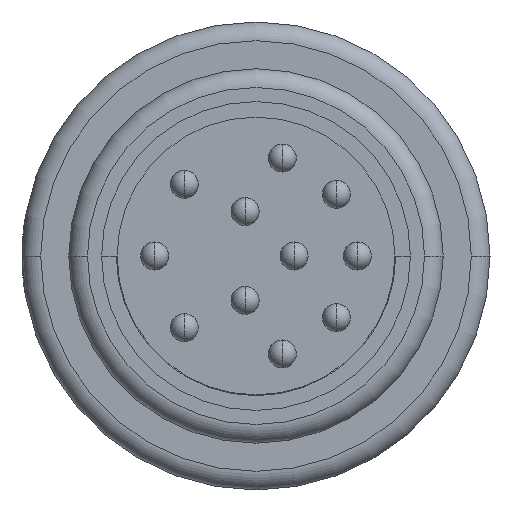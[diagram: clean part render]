
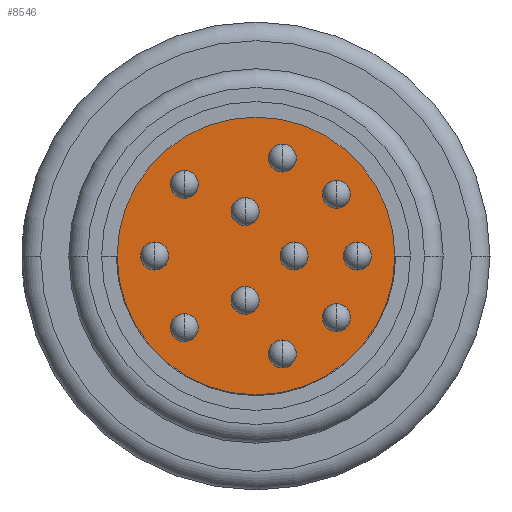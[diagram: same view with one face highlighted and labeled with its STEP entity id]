
A CAD part, left-side view. The second image highlights one B-rep face of the part: STEP entity #8546.
In plain terms, the highlighted planar face has unit normal (-1, 0, 0).
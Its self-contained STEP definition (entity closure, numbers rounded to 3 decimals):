
#3411=CARTESIAN_POINT('',(-2.5,0.,0.));
#3412=DIRECTION('',(-1.,0.,0.));
#3413=DIRECTION('',(0.,0.,1.));
#3414=AXIS2_PLACEMENT_3D('',#3411,#3412,#3413);
#3419=CARTESIAN_POINT('',(-2.5,0.,0.));
#3420=DIRECTION('',(-1.,0.,0.));
#3421=DIRECTION('',(0.,0.,-1.));
#3422=AXIS2_PLACEMENT_3D('',#3419,#3420,#3421);
#3427=CARTESIAN_POINT('',(-2.5,-1.22,0.));
#3428=DIRECTION('',(-1.,0.,0.));
#3429=DIRECTION('',(0.,0.,1.));
#3430=AXIS2_PLACEMENT_3D('',#3427,#3428,#3429);
#3435=CARTESIAN_POINT('',(-2.5,-1.22,0.));
#3436=DIRECTION('',(-1.,0.,0.));
#3437=DIRECTION('',(0.,0.,-1.));
#3438=AXIS2_PLACEMENT_3D('',#3435,#3436,#3437);
#3443=CARTESIAN_POINT('',(-2.5,3.25,0.));
#3444=DIRECTION('',(-1.,0.,0.));
#3445=DIRECTION('',(0.,0.,1.));
#3446=AXIS2_PLACEMENT_3D('',#3443,#3444,#3445);
#3451=CARTESIAN_POINT('',(-2.5,3.25,0.));
#3452=DIRECTION('',(-1.,0.,0.));
#3453=DIRECTION('',(0.,0.,-1.));
#3454=AXIS2_PLACEMENT_3D('',#3451,#3452,#3453);
#3459=CARTESIAN_POINT('',(-2.5,-2.578,1.978));
#3460=DIRECTION('',(-1.,0.,0.));
#3461=DIRECTION('',(0.,0.,1.));
#3462=AXIS2_PLACEMENT_3D('',#3459,#3460,#3461);
#3467=CARTESIAN_POINT('',(-2.5,-2.578,1.978));
#3468=DIRECTION('',(-1.,0.,0.));
#3469=DIRECTION('',(0.,0.,-1.));
#3470=AXIS2_PLACEMENT_3D('',#3467,#3468,#3469);
#3475=CARTESIAN_POINT('',(-2.5,2.298,2.298));
#3476=DIRECTION('',(-1.,0.,0.));
#3477=DIRECTION('',(0.,0.,1.));
#3478=AXIS2_PLACEMENT_3D('',#3475,#3476,#3477);
#3483=CARTESIAN_POINT('',(-2.5,2.298,2.298));
#3484=DIRECTION('',(-1.,0.,0.));
#3485=DIRECTION('',(0.,0.,-1.));
#3486=AXIS2_PLACEMENT_3D('',#3483,#3484,#3485);
#3491=CARTESIAN_POINT('',(-2.5,2.298,-2.298));
#3492=DIRECTION('',(-1.,0.,0.));
#3493=DIRECTION('',(0.,0.,1.));
#3494=AXIS2_PLACEMENT_3D('',#3491,#3492,#3493);
#3499=CARTESIAN_POINT('',(-2.5,2.298,-2.298));
#3500=DIRECTION('',(-1.,0.,0.));
#3501=DIRECTION('',(0.,0.,-1.));
#3502=AXIS2_PLACEMENT_3D('',#3499,#3500,#3501);
#3507=CARTESIAN_POINT('',(-2.5,-3.25,0.));
#3508=DIRECTION('',(-1.,0.,0.));
#3509=DIRECTION('',(0.,0.,1.));
#3510=AXIS2_PLACEMENT_3D('',#3507,#3508,#3509);
#3515=CARTESIAN_POINT('',(-2.5,-3.25,0.));
#3516=DIRECTION('',(-1.,0.,0.));
#3517=DIRECTION('',(0.,0.,-1.));
#3518=AXIS2_PLACEMENT_3D('',#3515,#3516,#3517);
#3523=CARTESIAN_POINT('',(-2.5,-2.578,-1.978));
#3524=DIRECTION('',(-1.,0.,0.));
#3525=DIRECTION('',(0.,0.,1.));
#3526=AXIS2_PLACEMENT_3D('',#3523,#3524,#3525);
#3531=CARTESIAN_POINT('',(-2.5,-2.578,-1.978));
#3532=DIRECTION('',(-1.,0.,0.));
#3533=DIRECTION('',(0.,0.,-1.));
#3534=AXIS2_PLACEMENT_3D('',#3531,#3532,#3533);
#3539=CARTESIAN_POINT('',(-2.5,-0.841,-3.139));
#3540=DIRECTION('',(-1.,0.,0.));
#3541=DIRECTION('',(0.,0.,1.));
#3542=AXIS2_PLACEMENT_3D('',#3539,#3540,#3541);
#3547=CARTESIAN_POINT('',(-2.5,-0.841,-3.139));
#3548=DIRECTION('',(-1.,0.,0.));
#3549=DIRECTION('',(0.,0.,-1.));
#3550=AXIS2_PLACEMENT_3D('',#3547,#3548,#3549);
#3555=CARTESIAN_POINT('',(-2.5,-0.841,3.139));
#3556=DIRECTION('',(-1.,0.,0.));
#3557=DIRECTION('',(0.,0.,1.));
#3558=AXIS2_PLACEMENT_3D('',#3555,#3556,#3557);
#3563=CARTESIAN_POINT('',(-2.5,-0.841,3.139));
#3564=DIRECTION('',(-1.,0.,0.));
#3565=DIRECTION('',(0.,0.,-1.));
#3566=AXIS2_PLACEMENT_3D('',#3563,#3564,#3565);
#3571=CARTESIAN_POINT('',(-2.5,0.35,-1.425));
#3572=DIRECTION('',(-1.,0.,0.));
#3573=DIRECTION('',(0.,0.,1.));
#3574=AXIS2_PLACEMENT_3D('',#3571,#3572,#3573);
#3579=CARTESIAN_POINT('',(-2.5,0.35,-1.425));
#3580=DIRECTION('',(-1.,0.,0.));
#3581=DIRECTION('',(0.,0.,-1.));
#3582=AXIS2_PLACEMENT_3D('',#3579,#3580,#3581);
#3587=CARTESIAN_POINT('',(-2.5,0.35,1.425));
#3588=DIRECTION('',(-1.,0.,0.));
#3589=DIRECTION('',(0.,0.,1.));
#3590=AXIS2_PLACEMENT_3D('',#3587,#3588,#3589);
#3595=CARTESIAN_POINT('',(-2.5,0.35,1.425));
#3596=DIRECTION('',(-1.,0.,0.));
#3597=DIRECTION('',(0.,0.,-1.));
#3598=AXIS2_PLACEMENT_3D('',#3595,#3596,#3597);
#4109=CARTESIAN_POINT('',(-2.5,0.,4.45));
#4110=CARTESIAN_POINT('',(-2.5,0.,-4.45));
#4111=VERTEX_POINT('',#4109);
#4112=VERTEX_POINT('',#4110);
#4576=CARTESIAN_POINT('',(-2.5,-1.22,0.45));
#4577=CARTESIAN_POINT('',(-2.5,-1.22,-0.45));
#4578=VERTEX_POINT('',#4576);
#4579=VERTEX_POINT('',#4577);
#4580=CARTESIAN_POINT('',(-2.5,3.25,0.45));
#4581=CARTESIAN_POINT('',(-2.5,3.25,-0.45));
#4582=VERTEX_POINT('',#4580);
#4583=VERTEX_POINT('',#4581);
#4584=CARTESIAN_POINT('',(-2.5,-2.578,2.428));
#4585=CARTESIAN_POINT('',(-2.5,-2.578,1.528));
#4586=VERTEX_POINT('',#4584);
#4587=VERTEX_POINT('',#4585);
#4588=CARTESIAN_POINT('',(-2.5,2.298,2.748));
#4589=CARTESIAN_POINT('',(-2.5,2.298,1.848));
#4590=VERTEX_POINT('',#4588);
#4591=VERTEX_POINT('',#4589);
#4592=CARTESIAN_POINT('',(-2.5,2.298,-1.848));
#4593=CARTESIAN_POINT('',(-2.5,2.298,-2.748));
#4594=VERTEX_POINT('',#4592);
#4595=VERTEX_POINT('',#4593);
#4596=CARTESIAN_POINT('',(-2.5,-3.25,0.45));
#4597=CARTESIAN_POINT('',(-2.5,-3.25,-0.45));
#4598=VERTEX_POINT('',#4596);
#4599=VERTEX_POINT('',#4597);
#4600=CARTESIAN_POINT('',(-2.5,-2.578,-1.528));
#4601=CARTESIAN_POINT('',(-2.5,-2.578,-2.428));
#4602=VERTEX_POINT('',#4600);
#4603=VERTEX_POINT('',#4601);
#4646=CARTESIAN_POINT('',(-2.5,-0.841,-2.689));
#4647=CARTESIAN_POINT('',(-2.5,-0.841,-3.589));
#4648=VERTEX_POINT('',#4646);
#4649=VERTEX_POINT('',#4647);
#4650=CARTESIAN_POINT('',(-2.5,-0.841,3.589));
#4651=CARTESIAN_POINT('',(-2.5,-0.841,2.689));
#4652=VERTEX_POINT('',#4650);
#4653=VERTEX_POINT('',#4651);
#4654=CARTESIAN_POINT('',(-2.5,0.35,-0.975));
#4655=CARTESIAN_POINT('',(-2.5,0.35,-1.875));
#4656=VERTEX_POINT('',#4654);
#4657=VERTEX_POINT('',#4655);
#4658=CARTESIAN_POINT('',(-2.5,0.35,1.875));
#4659=CARTESIAN_POINT('',(-2.5,0.35,0.975));
#4660=VERTEX_POINT('',#4658);
#4661=VERTEX_POINT('',#4659);
#8471=CARTESIAN_POINT('',(-2.5,0.,0.));
#8472=DIRECTION('',(1.,0.,0.));
#8473=DIRECTION('',(0.,0.,-1.));
#8474=AXIS2_PLACEMENT_3D('',#8471,#8472,#8473);
#8475=PLANE('',#8474);
#8476=ORIENTED_EDGE('',*,*,#8429,.F.);
#8477=ORIENTED_EDGE('',*,*,#8452,.F.);
#8478=EDGE_LOOP('',(#8476,#8477));
#8479=FACE_OUTER_BOUND('',#8478,.F.);
#8481=ORIENTED_EDGE('',*,*,#8480,.T.);
#8483=ORIENTED_EDGE('',*,*,#8482,.T.);
#8484=EDGE_LOOP('',(#8481,#8483));
#8485=FACE_BOUND('',#8484,.F.);
#8487=ORIENTED_EDGE('',*,*,#8486,.T.);
#8489=ORIENTED_EDGE('',*,*,#8488,.T.);
#8490=EDGE_LOOP('',(#8487,#8489));
#8491=FACE_BOUND('',#8490,.F.);
#8493=ORIENTED_EDGE('',*,*,#8492,.T.);
#8495=ORIENTED_EDGE('',*,*,#8494,.T.);
#8496=EDGE_LOOP('',(#8493,#8495));
#8497=FACE_BOUND('',#8496,.F.);
#8499=ORIENTED_EDGE('',*,*,#8498,.T.);
#8501=ORIENTED_EDGE('',*,*,#8500,.T.);
#8502=EDGE_LOOP('',(#8499,#8501));
#8503=FACE_BOUND('',#8502,.F.);
#8505=ORIENTED_EDGE('',*,*,#8504,.T.);
#8507=ORIENTED_EDGE('',*,*,#8506,.T.);
#8508=EDGE_LOOP('',(#8505,#8507));
#8509=FACE_BOUND('',#8508,.F.);
#8511=ORIENTED_EDGE('',*,*,#8510,.T.);
#8513=ORIENTED_EDGE('',*,*,#8512,.T.);
#8514=EDGE_LOOP('',(#8511,#8513));
#8515=FACE_BOUND('',#8514,.F.);
#8517=ORIENTED_EDGE('',*,*,#8516,.T.);
#8519=ORIENTED_EDGE('',*,*,#8518,.T.);
#8520=EDGE_LOOP('',(#8517,#8519));
#8521=FACE_BOUND('',#8520,.F.);
#8523=ORIENTED_EDGE('',*,*,#8522,.T.);
#8525=ORIENTED_EDGE('',*,*,#8524,.T.);
#8526=EDGE_LOOP('',(#8523,#8525));
#8527=FACE_BOUND('',#8526,.F.);
#8529=ORIENTED_EDGE('',*,*,#8528,.T.);
#8531=ORIENTED_EDGE('',*,*,#8530,.T.);
#8532=EDGE_LOOP('',(#8529,#8531));
#8533=FACE_BOUND('',#8532,.F.);
#8535=ORIENTED_EDGE('',*,*,#8534,.T.);
#8537=ORIENTED_EDGE('',*,*,#8536,.T.);
#8538=EDGE_LOOP('',(#8535,#8537));
#8539=FACE_BOUND('',#8538,.F.);
#8541=ORIENTED_EDGE('',*,*,#8540,.T.);
#8543=ORIENTED_EDGE('',*,*,#8542,.T.);
#8544=EDGE_LOOP('',(#8541,#8543));
#8545=FACE_BOUND('',#8544,.F.);
#3415=CIRCLE('',#3414,4.45);
#3423=CIRCLE('',#3422,4.45);
#3431=CIRCLE('',#3430,0.45);
#3439=CIRCLE('',#3438,0.45);
#3447=CIRCLE('',#3446,0.45);
#3455=CIRCLE('',#3454,0.45);
#3463=CIRCLE('',#3462,0.45);
#3471=CIRCLE('',#3470,0.45);
#3479=CIRCLE('',#3478,0.45);
#3487=CIRCLE('',#3486,0.45);
#3495=CIRCLE('',#3494,0.45);
#3503=CIRCLE('',#3502,0.45);
#3511=CIRCLE('',#3510,0.45);
#3519=CIRCLE('',#3518,0.45);
#3527=CIRCLE('',#3526,0.45);
#3535=CIRCLE('',#3534,0.45);
#3543=CIRCLE('',#3542,0.45);
#3551=CIRCLE('',#3550,0.45);
#3559=CIRCLE('',#3558,0.45);
#3567=CIRCLE('',#3566,0.45);
#3575=CIRCLE('',#3574,0.45);
#3583=CIRCLE('',#3582,0.45);
#3591=CIRCLE('',#3590,0.45);
#3599=CIRCLE('',#3598,0.45);
#8429=EDGE_CURVE('',#4111,#4112,#3415,.T.);
#8452=EDGE_CURVE('',#4112,#4111,#3423,.T.);
#8480=EDGE_CURVE('',#4578,#4579,#3431,.T.);
#8482=EDGE_CURVE('',#4579,#4578,#3439,.T.);
#8486=EDGE_CURVE('',#4582,#4583,#3447,.T.);
#8488=EDGE_CURVE('',#4583,#4582,#3455,.T.);
#8492=EDGE_CURVE('',#4586,#4587,#3463,.T.);
#8494=EDGE_CURVE('',#4587,#4586,#3471,.T.);
#8498=EDGE_CURVE('',#4590,#4591,#3479,.T.);
#8500=EDGE_CURVE('',#4591,#4590,#3487,.T.);
#8504=EDGE_CURVE('',#4594,#4595,#3495,.T.);
#8506=EDGE_CURVE('',#4595,#4594,#3503,.T.);
#8510=EDGE_CURVE('',#4598,#4599,#3511,.T.);
#8512=EDGE_CURVE('',#4599,#4598,#3519,.T.);
#8516=EDGE_CURVE('',#4602,#4603,#3527,.T.);
#8518=EDGE_CURVE('',#4603,#4602,#3535,.T.);
#8522=EDGE_CURVE('',#4648,#4649,#3543,.T.);
#8524=EDGE_CURVE('',#4649,#4648,#3551,.T.);
#8528=EDGE_CURVE('',#4652,#4653,#3559,.T.);
#8530=EDGE_CURVE('',#4653,#4652,#3567,.T.);
#8534=EDGE_CURVE('',#4656,#4657,#3575,.T.);
#8536=EDGE_CURVE('',#4657,#4656,#3583,.T.);
#8540=EDGE_CURVE('',#4660,#4661,#3591,.T.);
#8542=EDGE_CURVE('',#4661,#4660,#3599,.T.);
#8546=ADVANCED_FACE('',(#8479,#8485,#8491,#8497,#8503,#8509,#8515,#8521,#8527,
#8533,#8539,#8545),#8475,.F.);
